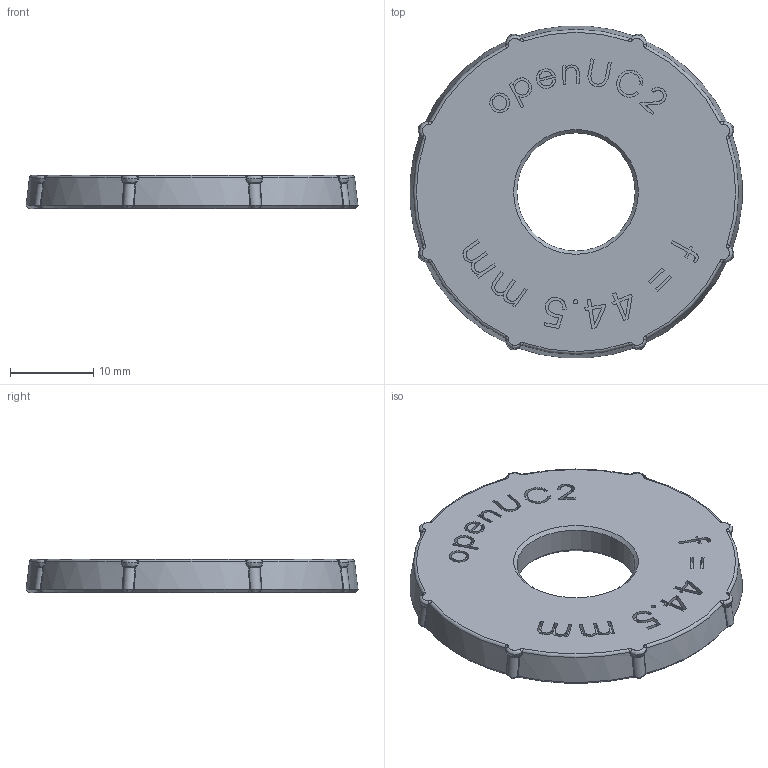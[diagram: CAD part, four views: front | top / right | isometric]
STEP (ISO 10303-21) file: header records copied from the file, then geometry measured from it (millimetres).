
FILE_DESCRIPTION(/* description */ ('Insert for Lens f = 44,5 mm'),/* implementation_level */ '2;1');
FILE_NAME(/* name */ 'PRT - 2129 - MASINSLEND16F44.5 - A.stp',/* time_stamp */ '2026-03-14T08:12:28+01:00',/* author */ ('benir'),/* organization */ (''),/* preprocessor_version */ 'ST-DEVELOPER v20',/* originating_system */ 'Autodesk Inventor 2025',/* authorisation */ '');
FILE_SCHEMA (('AUTOMOTIVE_DESIGN { 1 0 10303 214 3 1 1 }'));
Length unit declared in the file: millimetre
Products named in the file (1): PRT - 2129 - MASINSLEND16F44.5 - A
Bounding box: 39.89 x 39.89 x 4 mm (x, y, z)
Volume: 4235.9 mm3; surface area: 2931.2 mm2
Topology: 1 solids, 1 shells, 390 faces, 1001 edges, 635 vertices
Faces by surface type: bspline 213, plane 133, cone 18, torus 16, cylinder 10
Full cylindrical faces by diameter (mm): 14.2 x1, 16.2 x1
Entity records: 15376 total; most frequent: CARTESIAN_POINT 6856, ORIENTED_EDGE 2002, DIRECTION 1066, EDGE_CURVE 1001, VERTEX_POINT 635, LINE 472, VECTOR 472, EDGE_LOOP 414
